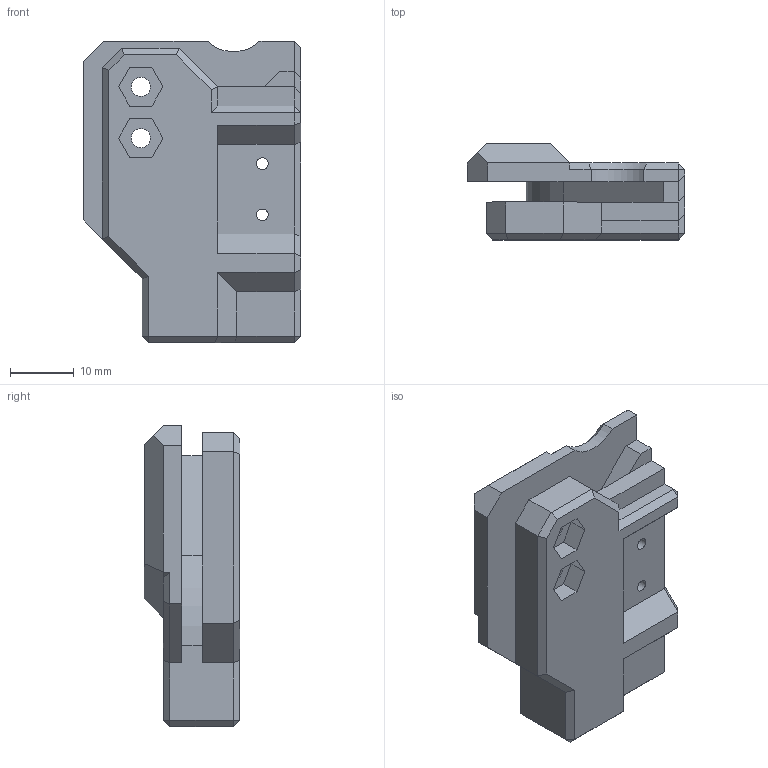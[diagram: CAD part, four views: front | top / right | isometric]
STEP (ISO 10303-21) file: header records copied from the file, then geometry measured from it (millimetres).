
FILE_DESCRIPTION(('STEP AP203'), '1');
FILE_NAME('chain_holder', '', ('UNSPECIFIED'), ('UNSPECIFIED'), 'ASCON STEP Converter 1.6', 'ASCON Math Kernel', '');
FILE_SCHEMA(('CONFIG_CONTROL_DESIGN'));
Length unit declared in the file: millimetre
Bounding box: 34 x 15 x 47.14 mm (x, y, z)
Volume: 12216 mm3; surface area: 5781.3 mm2
Topology: 1 solids, 1 shells, 108 faces, 260 edges, 158 vertices
Faces by surface type: plane 97, cylinder 10, cone 1
Full cylindrical faces by diameter (mm): 1.8 x2, 3 x4, 6.5 x2
Entity records: 3928 total; most frequent: CARTESIAN_POINT 531, ORIENTED_EDGE 504, DIRECTION 489, EDGE_CURVE 252, LINE 229, VECTOR 229, VERTEX_POINT 158, EDGE_LOOP 132
